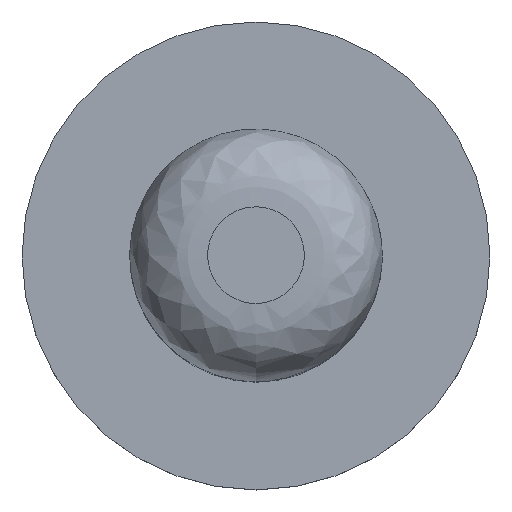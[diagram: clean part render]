
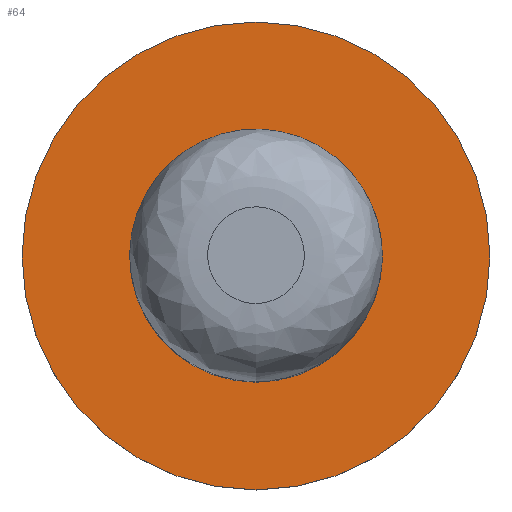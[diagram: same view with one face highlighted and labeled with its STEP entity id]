
A CAD part, top view. The second image highlights one B-rep face of the part: STEP entity #64.
In plain terms, the highlighted planar face has unit normal (0, 0, 1).
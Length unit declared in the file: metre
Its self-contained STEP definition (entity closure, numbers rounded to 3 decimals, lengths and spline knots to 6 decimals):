
#15=PLANE('',#85);
#20=ORIENTED_EDGE('',*,*,#30,.F.);
#21=ORIENTED_EDGE('',*,*,#28,.F.);
#28=EDGE_CURVE('',#33,#33,#38,.T.);
#30=EDGE_CURVE('',#35,#35,#40,.T.);
#33=VERTEX_POINT('',#111);
#35=VERTEX_POINT('',#116);
#38=CIRCLE('',#83,0.006);
#40=CIRCLE('',#86,0.003239);
#43=EDGE_LOOP('',(#20));
#44=EDGE_LOOP('',(#21));
#53=FACE_BOUND('',#43,.T.);
#54=FACE_BOUND('',#44,.T.);
#64=ADVANCED_FACE('',(#53,#54),#15,.F.);
#83=AXIS2_PLACEMENT_3D('',#110,#94,#95);
#85=AXIS2_PLACEMENT_3D('',#114,#98,#99);
#86=AXIS2_PLACEMENT_3D('',#115,#100,#101);
#94=DIRECTION('',(0.,0.,-1.));
#95=DIRECTION('',(0.,1.,0.));
#98=DIRECTION('',(0.,0.,-1.));
#99=DIRECTION('',(1.,0.,0.));
#100=DIRECTION('',(0.,0.,1.));
#101=DIRECTION('',(0.,-1.,0.));
#110=CARTESIAN_POINT('',(0.03365,-0.0005,0.028049));
#111=CARTESIAN_POINT('',(0.03365,0.0055,0.028049));
#114=CARTESIAN_POINT('',(0.03365,-0.0005,0.028049));
#115=CARTESIAN_POINT('',(0.03365,-0.0005,0.028049));
#116=CARTESIAN_POINT('',(0.03365,-0.003739,0.028049));
